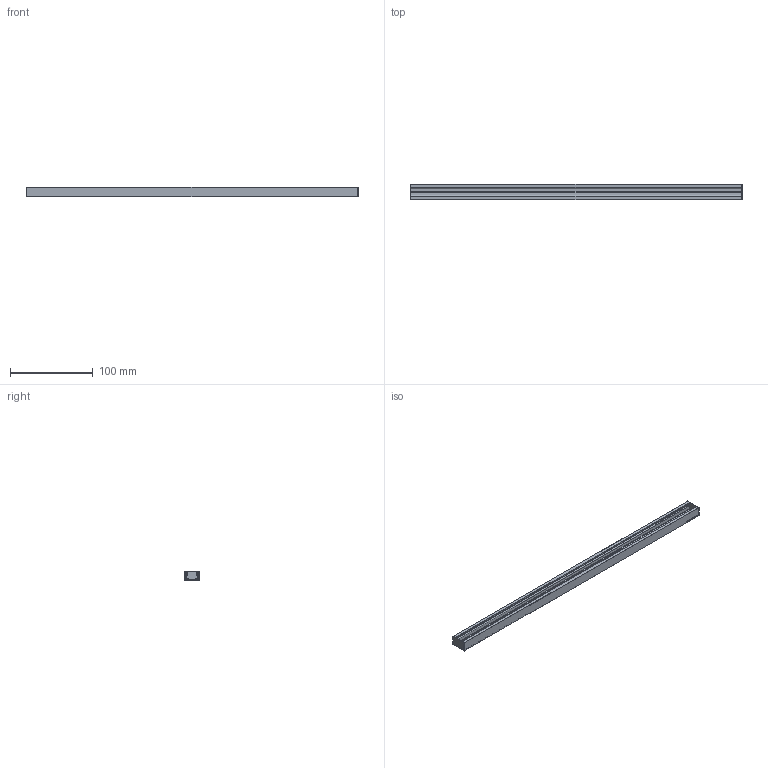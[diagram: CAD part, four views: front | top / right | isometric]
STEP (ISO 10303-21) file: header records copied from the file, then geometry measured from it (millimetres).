
FILE_DESCRIPTION(/* description */ (''),/* implementation_level */ '2;1');
FILE_NAME(/* name */ 'NT0006.step',/* time_stamp */ '2026-03-02T13:18:21+01:00',/* author */ (''),/* organization */ (''),/* preprocessor_version */ 'ST-DEVELOPER v20.1',/* originating_system */ 'Autodesk Translation Framework v14.24.0.0',/* authorisation */ '');
FILE_SCHEMA (('AUTOMOTIVE_DESIGN { 1 0 10303 214 3 1 1 }'));
Length unit declared in the file: millimetre
Products named in the file (1): Track 11 Sur
Bounding box: 402 x 19.3 x 12 mm (x, y, z)
Volume: 41587.4 mm3; surface area: 74408.4 mm2
Topology: 9 solids, 9 shells, 125 faces, 321 edges, 214 vertices
Faces by surface type: plane 85, cylinder 40
Full cylindrical faces by diameter (mm): 1.3 x2, 1.9 x2
Entity records: 3841 total; most frequent: CARTESIAN_POINT 661, DIRECTION 653, ORIENTED_EDGE 642, EDGE_CURVE 321, LINE 241, VECTOR 241, VERTEX_POINT 214, AXIS2_PLACEMENT_3D 206
